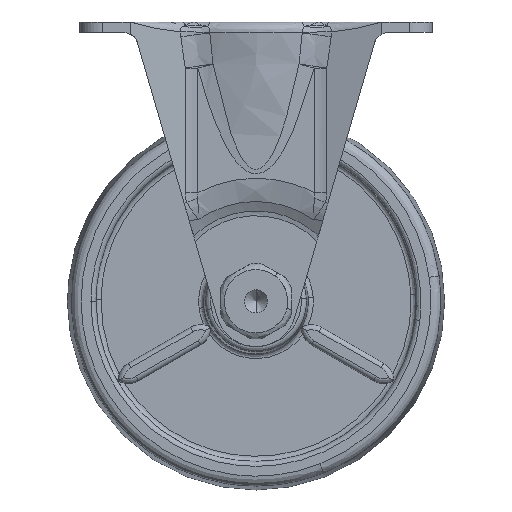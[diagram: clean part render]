
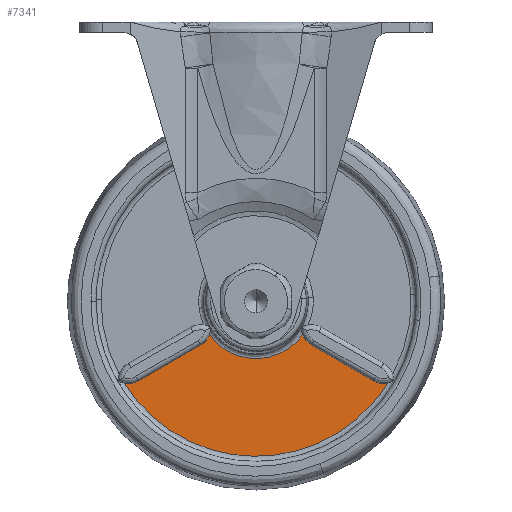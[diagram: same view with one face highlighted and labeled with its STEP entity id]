
A CAD part, front view. The second image highlights one B-rep face of the part: STEP entity #7341.
In plain terms, the highlighted free-form (B-spline) face has degree [1, 1] with [2, 2] control points.
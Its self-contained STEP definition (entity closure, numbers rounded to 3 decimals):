
#2373=CARTESIAN_POINT('',(-9.266,-7.5,-6.617));
#2374=VERTEX_POINT('',#2373);
#2402=CARTESIAN_POINT('',(9.266,-7.5,-6.617));
#2403=VERTEX_POINT('',#2402);
#2404=CARTESIAN_POINT('',(-9.266,-7.5,-6.617));
#2405=CARTESIAN_POINT('',(-5.86,-7.5,-11.386));
#2406=CARTESIAN_POINT('',(0.0,-7.5,-11.386));
#2407=CARTESIAN_POINT('',(5.86,-7.5,-11.386));
#2408=CARTESIAN_POINT('',(9.266,-7.5,-6.617));
#2416=(BOUNDED_CURVE()B_SPLINE_CURVE(2,(#2404,#2405,#2406,#2407,#2408),.UNSPECIFIED.,.F.,.U.)B_SPLINE_CURVE_WITH_KNOTS((3,2,3),(0.0,0.5,1.0),.UNSPECIFIED.)CURVE()GEOMETRIC_REPRESENTATION_ITEM()RATIONAL_B_SPLINE_CURVE((1.0,0.889,1.0,0.889,1.0))REPRESENTATION_ITEM(''));
#2417=EDGE_CURVE('',#2374,#2403,#2416,.T.);
#2816=CARTESIAN_POINT('',(26.161,-7.5,-16.256));
#2817=VERTEX_POINT('',#2816);
#2835=CARTESIAN_POINT('',(-26.161,-7.5,-16.256));
#2836=VERTEX_POINT('',#2835);
#2837=CARTESIAN_POINT('',(-26.161,-7.5,-16.256));
#2838=CARTESIAN_POINT('',(-17.123,-7.5,-30.8));
#2839=CARTESIAN_POINT('',(0.0,-7.5,-30.8));
#2840=CARTESIAN_POINT('',(17.123,-7.5,-30.8));
#2841=CARTESIAN_POINT('',(26.161,-7.5,-16.256));
#2849=(BOUNDED_CURVE()B_SPLINE_CURVE(2,(#2837,#2838,#2839,#2840,#2841),.UNSPECIFIED.,.F.,.U.)B_SPLINE_CURVE_WITH_KNOTS((3,2,3),(0.0,0.5,1.0),.UNSPECIFIED.)CURVE()GEOMETRIC_REPRESENTATION_ITEM()RATIONAL_B_SPLINE_CURVE((1.0,0.874,1.0,0.874,1.0))REPRESENTATION_ITEM(''));
#2850=EDGE_CURVE('',#2836,#2817,#2849,.T.);
#6692=CARTESIAN_POINT('',(-23.366,-7.5,-15.8));
#6693=VERTEX_POINT('',#6692);
#6702=CARTESIAN_POINT('',(-26.161,-7.5,-16.256));
#6703=CARTESIAN_POINT('',(-24.677,-7.5,-16.557));
#6704=CARTESIAN_POINT('',(-23.366,-7.5,-15.8));
#6712=(BOUNDED_CURVE()B_SPLINE_CURVE(2,(#6702,#6703,#6704),.UNSPECIFIED.,.F.,.U.)CURVE()GEOMETRIC_REPRESENTATION_ITEM()QUASI_UNIFORM_CURVE()RATIONAL_B_SPLINE_CURVE((1.0,0.935,1.0))REPRESENTATION_ITEM(''));
#6713=EDGE_CURVE('',#2836,#6693,#6712,.T.);
#6723=CARTESIAN_POINT('',(-11.007,-7.5,-8.664));
#6724=VERTEX_POINT('',#6723);
#6732=CARTESIAN_POINT('',(-11.007,-7.5,-8.664));
#6733=CARTESIAN_POINT('',(-23.366,-7.5,-15.8));
#6734=QUASI_UNIFORM_CURVE('',1,(#6732,#6733),.UNSPECIFIED.,.F.,.U.);
#6735=EDGE_CURVE('',#6724,#6693,#6734,.T.);
#6761=CARTESIAN_POINT('',(-11.007,-7.5,-8.664));
#6762=CARTESIAN_POINT('',(-9.771,-7.5,-7.951));
#6763=CARTESIAN_POINT('',(-9.266,-7.5,-6.617));
#6771=(BOUNDED_CURVE()B_SPLINE_CURVE(2,(#6761,#6762,#6763),.UNSPECIFIED.,.F.,.U.)CURVE()GEOMETRIC_REPRESENTATION_ITEM()QUASI_UNIFORM_CURVE()RATIONAL_B_SPLINE_CURVE((1.0,0.942,1.0))REPRESENTATION_ITEM(''));
#6772=EDGE_CURVE('',#6724,#2374,#6771,.T.);
#7045=CARTESIAN_POINT('',(23.366,-7.5,-15.8));
#7046=VERTEX_POINT('',#7045);
#7053=CARTESIAN_POINT('',(11.007,-7.5,-8.664));
#7054=VERTEX_POINT('',#7053);
#7060=CARTESIAN_POINT('',(23.366,-7.5,-15.8));
#7061=CARTESIAN_POINT('',(11.007,-7.5,-8.664));
#7062=QUASI_UNIFORM_CURVE('',1,(#7060,#7061),.UNSPECIFIED.,.F.,.U.);
#7063=EDGE_CURVE('',#7046,#7054,#7062,.T.);
#7089=CARTESIAN_POINT('',(23.366,-7.5,-15.8));
#7090=CARTESIAN_POINT('',(24.677,-7.5,-16.557));
#7091=CARTESIAN_POINT('',(26.161,-7.5,-16.256));
#7099=(BOUNDED_CURVE()B_SPLINE_CURVE(2,(#7089,#7090,#7091),.UNSPECIFIED.,.F.,.U.)CURVE()GEOMETRIC_REPRESENTATION_ITEM()QUASI_UNIFORM_CURVE()RATIONAL_B_SPLINE_CURVE((1.0,0.935,1.0))REPRESENTATION_ITEM(''));
#7100=EDGE_CURVE('',#7046,#2817,#7099,.T.);
#7224=CARTESIAN_POINT('',(9.266,-7.5,-6.617));
#7225=CARTESIAN_POINT('',(9.771,-7.5,-7.951));
#7226=CARTESIAN_POINT('',(11.007,-7.5,-8.664));
#7234=(BOUNDED_CURVE()B_SPLINE_CURVE(2,(#7224,#7225,#7226),.UNSPECIFIED.,.F.,.U.)CURVE()GEOMETRIC_REPRESENTATION_ITEM()QUASI_UNIFORM_CURVE()RATIONAL_B_SPLINE_CURVE((1.0,0.942,1.0))REPRESENTATION_ITEM(''));
#7235=EDGE_CURVE('',#2403,#7054,#7234,.T.);
#7326=CARTESIAN_POINT('',(-28.774,-7.5,-32.008));
#7327=CARTESIAN_POINT('',(-28.774,-7.5,-5.409));
#7328=CARTESIAN_POINT('',(28.774,-7.5,-32.008));
#7329=CARTESIAN_POINT('',(28.774,-7.5,-5.409));
#7330=B_SPLINE_SURFACE_WITH_KNOTS('',1,1,((#7326,#7328),(#7327,#7329)),.UNSPECIFIED.,.F.,.F.,.U.,(2,2),(2,2),(0.0,26.599),(0.0,57.548),.UNSPECIFIED.);
#7331=ORIENTED_EDGE('',*,*,#6772,.F.);
#7332=ORIENTED_EDGE('',*,*,#6735,.T.);
#7333=ORIENTED_EDGE('',*,*,#6713,.F.);
#7334=ORIENTED_EDGE('',*,*,#2850,.T.);
#7335=ORIENTED_EDGE('',*,*,#7100,.F.);
#7336=ORIENTED_EDGE('',*,*,#7063,.T.);
#7337=ORIENTED_EDGE('',*,*,#7235,.F.);
#7338=ORIENTED_EDGE('',*,*,#2417,.F.);
#7339=EDGE_LOOP('',(#7331,#7332,#7333,#7334,#7335,#7336,#7337,#7338));
#7340=FACE_OUTER_BOUND('',#7339,.T.);
#7341=ADVANCED_FACE('',(#7340),#7330,.F.);
